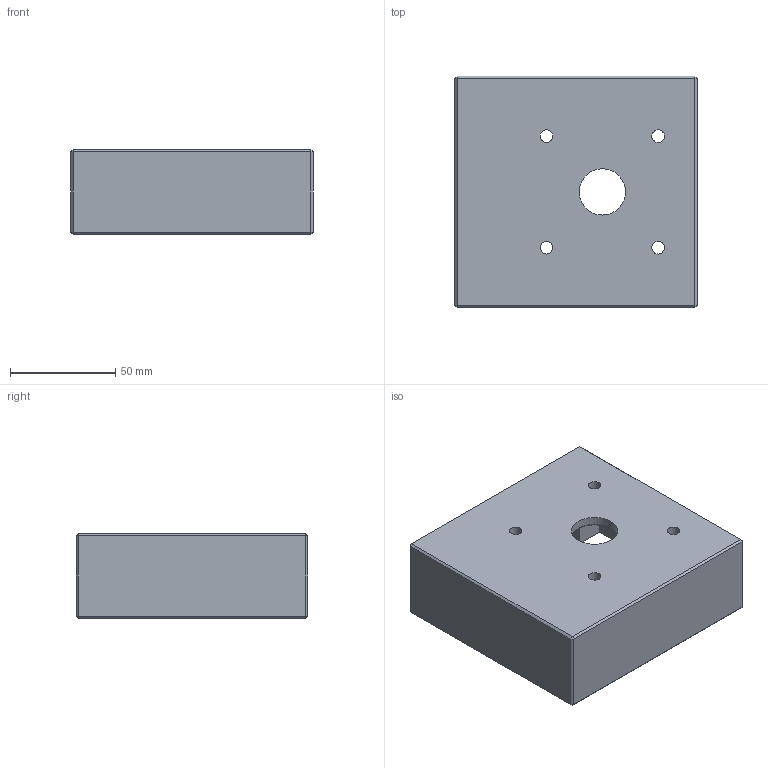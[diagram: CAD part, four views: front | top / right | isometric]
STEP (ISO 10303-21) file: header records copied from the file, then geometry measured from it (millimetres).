
FILE_DESCRIPTION(/* description */ ('Alibre Inc.'),/* implementation_level */ '2;1');
FILE_NAME(/* name */ 'export0',/* time_stamp */ '2021-01-18T12:57:49+01:00',/* author */ (''),/* organization */ (''),/* preprocessor_version */ 'ST-DEVELOPER v14',/* originating_system */ 'Alibre',/* authorisation */ '');
FILE_SCHEMA (('CONFIG_CONTROL_DESIGN'));
Length unit declared in the file: centimetre
Products named in the file (1): ID_1
Bounding box: 115 x 110 x 40 mm (x, y, z)
Volume: 159566 mm3; surface area: 57341.3 mm2
Topology: 1 solids, 1 shells, 73 faces, 153 edges, 87 vertices
Faces by surface type: plane 55, cone 9, cylinder 9
Full cylindrical faces by diameter (mm): 4.917 x4, 6 x4, 22 x1
Entity records: 1834 total; most frequent: CARTESIAN_POINT 295, ORIENTED_EDGE 270, DIRECTION 253, EDGE_CURVE 135, VECTOR 108, LINE 108, EDGE_LOOP 106, FACE_BOUND 106
